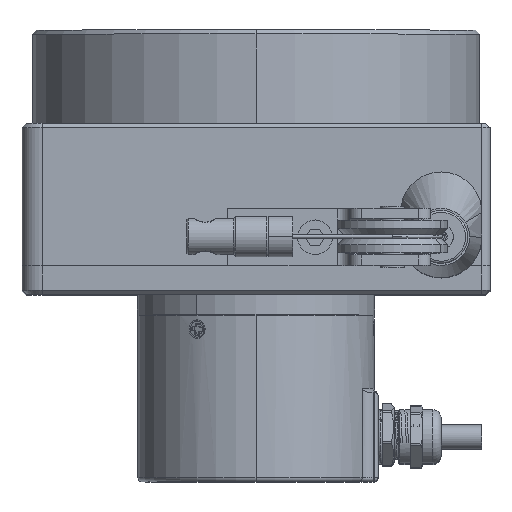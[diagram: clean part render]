
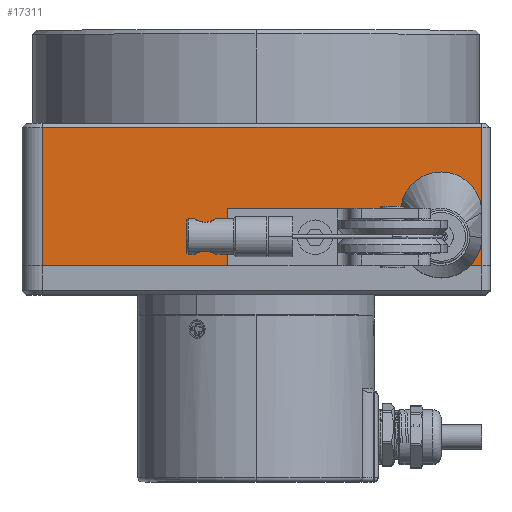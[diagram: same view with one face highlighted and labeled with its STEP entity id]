
A CAD part, top view. The second image highlights one B-rep face of the part: STEP entity #17311.
In plain terms, the highlighted planar face has unit normal (0, 0, 1).
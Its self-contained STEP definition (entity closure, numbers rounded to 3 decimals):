
#17214=CARTESIAN_POINT('Vertex',(-52.5,-1.,57.5)) ;
#17228=CARTESIAN_POINT('Vertex',(-52.5,-35.,57.5)) ;
#17231=CARTESIAN_POINT('Line Origine',(-52.5,-17.5,57.5)) ;
#17281=CARTESIAN_POINT('Axis2P3D Location',(57.5,0.,57.5)) ;
#17286=CARTESIAN_POINT('Line Origine',(1.5,-35.,57.5)) ;
#17290=CARTESIAN_POINT('Vertex',(55.5,-35.,57.5)) ;
#17293=CARTESIAN_POINT('Line Origine',(55.5,-18.,57.5)) ;
#17297=CARTESIAN_POINT('Vertex',(55.5,-1.,57.5)) ;
#17300=CARTESIAN_POINT('Line Origine',(1.5,-1.,57.5)) ;
#17232=DIRECTION('Vector Direction',(0.,1.,0.)) ;
#17282=DIRECTION('Axis2P3D Direction',(0.,0.,1.)) ;
#17283=DIRECTION('Axis2P3D XDirection',(-1.,0.,0.)) ;
#17287=DIRECTION('Vector Direction',(-1.,0.,0.)) ;
#17294=DIRECTION('Vector Direction',(0.,-1.,0.)) ;
#17301=DIRECTION('Vector Direction',(-1.,0.,0.)) ;
#17284=AXIS2_PLACEMENT_3D('Plane Axis2P3D',#17281,#17282,#17283) ;
#17306=ORIENTED_EDGE('',*,*,#17235,.T.) ;
#17307=ORIENTED_EDGE('',*,*,#17292,.T.) ;
#17308=ORIENTED_EDGE('',*,*,#17299,.F.) ;
#17309=ORIENTED_EDGE('',*,*,#17304,.F.) ;
#17233=VECTOR('Line Direction',#17232,1.) ;
#17288=VECTOR('Line Direction',#17287,1.) ;
#17295=VECTOR('Line Direction',#17294,1.) ;
#17302=VECTOR('Line Direction',#17301,1.) ;
#17311=ADVANCED_FACE('\X2\96F64EF651E04F554F53\X0\',(#17310),#17285,.T.) ;
#17235=EDGE_CURVE('',#17215,#17229,#17234,.F.) ;
#17292=EDGE_CURVE('',#17229,#17291,#17289,.F.) ;
#17299=EDGE_CURVE('',#17298,#17291,#17296,.T.) ;
#17304=EDGE_CURVE('',#17215,#17298,#17303,.F.) ;
#17305=EDGE_LOOP('',(#17306,#17307,#17308,#17309)) ;
#17310=FACE_OUTER_BOUND('',#17305,.T.) ;
#17234=LINE('Line',#17231,#17233) ;
#17289=LINE('Line',#17286,#17288) ;
#17296=LINE('Line',#17293,#17295) ;
#17303=LINE('Line',#17300,#17302) ;
#17285=PLANE('',#17284) ;
#17215=VERTEX_POINT('',#17214) ;
#17229=VERTEX_POINT('',#17228) ;
#17291=VERTEX_POINT('',#17290) ;
#17298=VERTEX_POINT('',#17297) ;
